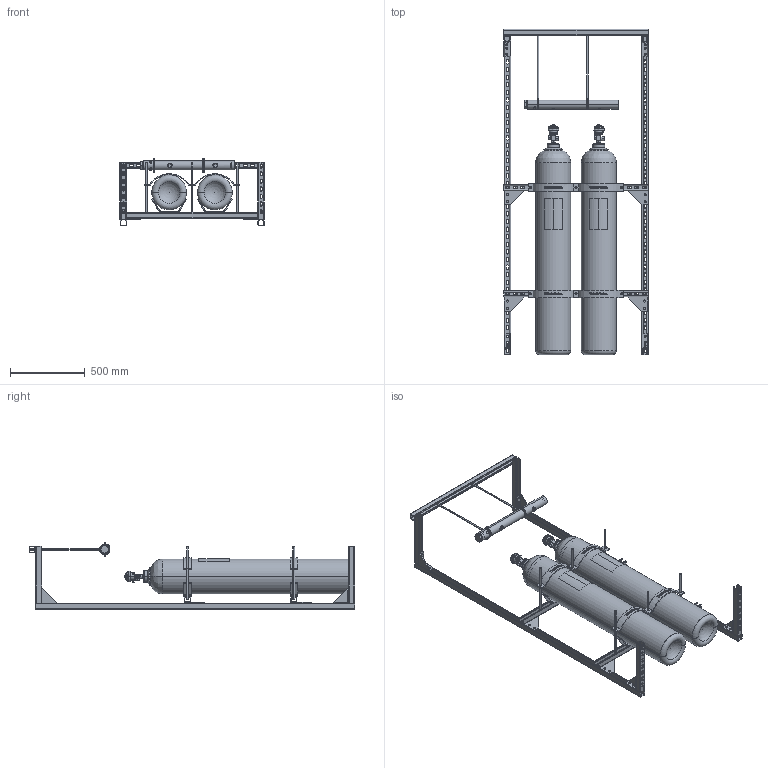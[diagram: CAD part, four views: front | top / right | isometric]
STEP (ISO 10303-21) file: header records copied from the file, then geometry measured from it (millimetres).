
FILE_DESCRIPTION (( 'STEP AP214' ), '1' );
FILE_NAME ('Cylinder Storage Rack, 49L, Metal Framing, Galvanized (2 cylinder 2x1) Two Cylinders.STEP', '2020-05-06T11:17:37', ( '' ), ( '' ), 'SwSTEP 2.0', 'SolidWorks 2019', '' );
FILE_SCHEMA (( 'AUTOMOTIVE_DESIGN' ));
Length unit declared in the file: inch
Products named in the file (35): Clamp 2.stp; Base Plate.stp; 8BC300-25E_CYLINDER.stp; Support 1_MIR.stp; Cylinder Storage Rack, 49L, Metal Framing, Galvanized (2 cylinder 2x1) Two Cylinders; 470B0020_HANDLE.stp; 470B0020_PLATE.stp; PLUG_HEX HD_1.500 NPT M_CL 3000_ALY STL_GALV.stp; Plate 1.stp; Clamp.stp; Cylinder Storage Rack, 49L, Metal Framing, Galvanized (2 cylinder 2x1) Two Cylinders.stp; Base Plate 2_MIR.stp; V_MULLER_470B0020.stp; Support 2..stp; P-000-950-110(-05).stp; Rode 2.stp; Clamp Assembly.stp; Manifold _Port.stp; Tank_49L.stp; Z-000-950-115_AS-01.stp; Plate 2.stp; Support 1.stp; Restraint F.stp; PLUG_HEX HD_0.250 NPT M_CL 3000_ALY STL_GALV.stp; Stand 2.stp; Rode.stp; 470B0020_HOUSING.stp; Stand 3.stp; 470B0020_HEX NUT.stp; Restraining_Plate_49L.stp; Stand.stp; Base Plate 2.stp
Assembly tree (59 placements, depth 5):
  Cylinder Storage Rack, 49L, Metal Framing, Galvanized (2 cylinder 2x1) Two Cylinders
    Cylinder Storage Rack, 49L, Metal Framing, Galvanized (2 cylinder 2x1) Two Cylinders.stp
      Clamp Assembly.stp
        Clamp.stp
        Clamp 2.stp
      Clamp Assembly.stp
        Clamp.stp
        Clamp 2.stp
      Tank_49L.stp
        V_MULLER_470B0020.stp
          470B0020_HOUSING.stp
          470B0020_PLATE.stp
          470B0020_HANDLE.stp
          470B0020_HEX NUT.stp
        8BC300-25E_CYLINDER.stp
        Z-000-950-115_AS-01.stp
      Tank_49L.stp
        V_MULLER_470B0020.stp
          470B0020_HOUSING.stp
          470B0020_PLATE.stp
          470B0020_HANDLE.stp
          470B0020_HEX NUT.stp
        8BC300-25E_CYLINDER.stp
        Z-000-950-115_AS-01.stp
      Manifold _Port.stp
        PLUG_HEX HD_1.500 NPT M_CL 3000_ALY STL_GALV.stp
        PLUG_HEX HD_0.250 NPT M_CL 3000_ALY STL_GALV.stp  x2
        P-000-950-110(-05).stp
      Stand.stp  x2
      Stand 3.stp
      Stand 2.stp  x2
      Base Plate.stp  x2
      Base Plate 2.stp
      Base Plate 2_MIR.stp
      Support 2..stp  x2
      Plate 1.stp  x2
      Plate 2.stp  x2
      Support 1.stp
      Rode.stp  x6
      Rode 2.stp  x2
      Restraint F.stp  x2
      Support 1_MIR.stp
      Restraining_Plate_49L.stp  x4
Bounding box: 965.2 x 2175.14 x 447.68 mm (x, y, z)
Volume: 19967978.3 mm3; surface area: 7506018.5 mm2
Topology: 53 solids, 53 shells, 3337 faces, 8786 edges, 5680 vertices
Faces by surface type: plane 1435, cylinder 1166, bspline 332, cone 252, torus 120, sphere 32
Entity records: 88788 total; most frequent: CARTESIAN_POINT 40602, ORIENTED_EDGE 9742, DIRECTION 9427, EDGE_CURVE 4871, AXIS2_PLACEMENT_3D 3495, VERTEX_POINT 3167, LINE 2437, VECTOR 2437
